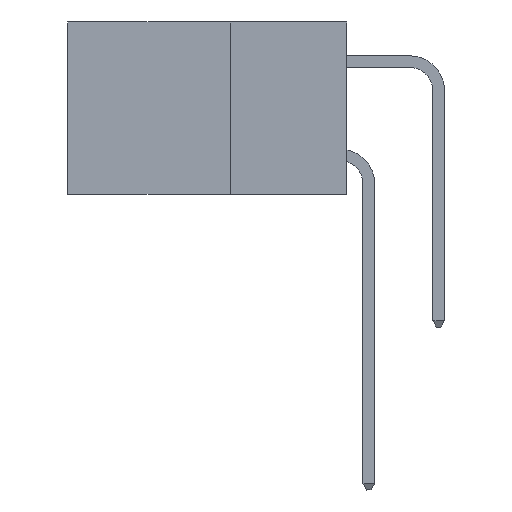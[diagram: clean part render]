
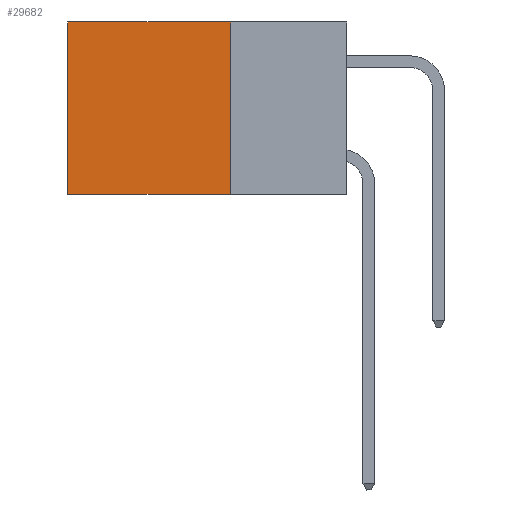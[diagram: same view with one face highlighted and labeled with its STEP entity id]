
A CAD part, left-side view. The second image highlights one B-rep face of the part: STEP entity #29682.
In plain terms, the highlighted planar face has unit normal (-1, 0, 0).
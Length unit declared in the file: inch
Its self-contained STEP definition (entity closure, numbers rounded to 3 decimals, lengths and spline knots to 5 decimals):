
#1596 = CARTESIAN_POINT ( 'NONE',  ( 0.2875, 0.6, 0. ) ) ;
#1739 = EDGE_CURVE ( 'NONE', #2576, #34481, #16138, .T. ) ;
#1984 = EDGE_CURVE ( 'NONE', #18015, #2576, #14008, .T. ) ;
#2576 = VERTEX_POINT ( 'NONE', #18939 ) ;
#2984 = CARTESIAN_POINT ( 'NONE',  ( 0.2875, 0.25, 0. ) ) ;
#3886 = ORIENTED_EDGE ( 'NONE', *, *, #16254, .T. ) ;
#4918 = DIRECTION ( 'NONE',  ( 0., 0., -1. ) ) ;
#4920 = ORIENTED_EDGE ( 'NONE', *, *, #1984, .F. ) ;
#4941 = CARTESIAN_POINT ( 'NONE',  ( 0.2875, 0.25, 0. ) ) ;
#5160 = CARTESIAN_POINT ( 'NONE',  ( 0.2875, 0.6, -0.37 ) ) ;
#8181 = DIRECTION ( 'NONE',  ( 0., 1., 0. ) ) ;
#8595 = CARTESIAN_POINT ( 'NONE',  ( 0.2875, 0.25, -0.37 ) ) ;
#8715 = DIRECTION ( 'NONE',  ( 0., 1., 0. ) ) ;
#8957 = VECTOR ( 'NONE', #8715, 39.37008 ) ;
#10328 = AXIS2_PLACEMENT_3D ( 'NONE', #31975, #21211, #4918 ) ;
#10370 = EDGE_LOOP ( 'NONE', ( #20779, #19577, #4920, #3886 ) ) ;
#10427 = DIRECTION ( 'NONE',  ( 0., 0., -1. ) ) ;
#13897 = EDGE_CURVE ( 'NONE', #16011, #34481, #17402, .T. ) ;
#14008 = LINE ( 'NONE', #4941, #14420 ) ;
#14376 = VECTOR ( 'NONE', #8181, 39.37008 ) ;
#14420 = VECTOR ( 'NONE', #10427, 39.37008 ) ;
#16011 = VERTEX_POINT ( 'NONE', #1596 ) ;
#16138 = LINE ( 'NONE', #8595, #8957 ) ;
#16254 = EDGE_CURVE ( 'NONE', #18015, #16011, #21626, .T. ) ;
#17402 = LINE ( 'NONE', #31012, #18268 ) ;
#17403 = FACE_OUTER_BOUND ( 'NONE', #10370, .T. ) ;
#18015 = VERTEX_POINT ( 'NONE', #2984 ) ;
#18268 = VECTOR ( 'NONE', #25367, 39.37008 ) ;
#18939 = CARTESIAN_POINT ( 'NONE',  ( 0.2875, 0.25, -0.37 ) ) ;
#19577 = ORIENTED_EDGE ( 'NONE', *, *, #1739, .F. ) ;
#20779 = ORIENTED_EDGE ( 'NONE', *, *, #13897, .T. ) ;
#21211 = DIRECTION ( 'NONE',  ( 1., 0., 0. ) ) ;
#21387 = CARTESIAN_POINT ( 'NONE',  ( 0.2875, 0.25, 0. ) ) ;
#21626 = LINE ( 'NONE', #21387, #14376 ) ;
#25367 = DIRECTION ( 'NONE',  ( 0., 0., -1. ) ) ;
#29682 = ADVANCED_FACE ( 'NONE', ( #17403 ), #31382, .F. ) ;
#31012 = CARTESIAN_POINT ( 'NONE',  ( 0.2875, 0.6, 0. ) ) ;
#31382 = PLANE ( 'NONE',  #10328 ) ;
#31975 = CARTESIAN_POINT ( 'NONE',  ( 0.2875, 0.25, 0. ) ) ;
#34481 = VERTEX_POINT ( 'NONE', #5160 ) ;
